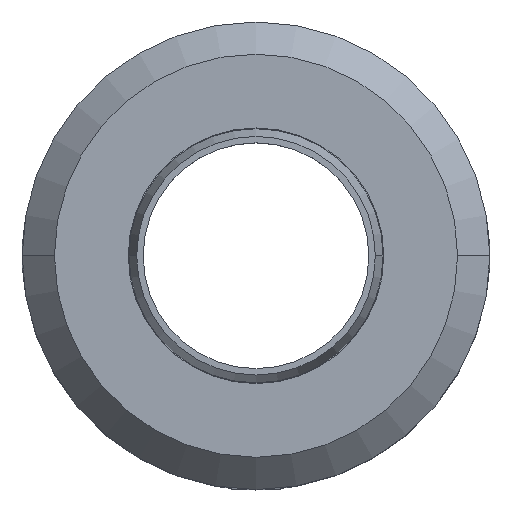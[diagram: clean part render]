
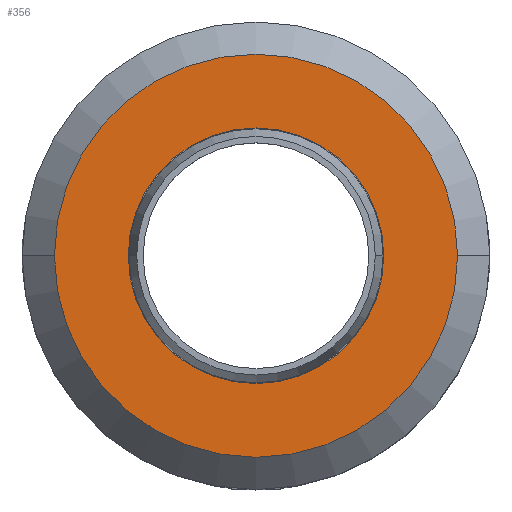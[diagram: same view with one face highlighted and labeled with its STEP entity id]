
A CAD part, top view. The second image highlights one B-rep face of the part: STEP entity #356.
In plain terms, the highlighted planar face has unit normal (0, 0, 1).
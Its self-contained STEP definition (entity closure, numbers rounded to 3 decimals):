
#16 = VERTEX_POINT ( 'NONE', #730 ) ;
#19 = VERTEX_POINT ( 'NONE', #822 ) ;
#20 = EDGE_CURVE ( 'NONE', #19, #16, #821, .T. ) ;
#57 = VERTEX_POINT ( 'NONE', #686 ) ;
#59 = EDGE_CURVE ( 'NONE', #57, #60, #685, .T. ) ;
#60 = VERTEX_POINT ( 'NONE', #680 ) ;
#294 = ORIENTED_EDGE ( 'NONE', *, *, #20, .T. ) ;
#355 = EDGE_CURVE ( 'NONE', #60, #57, #1794, .T. ) ;
#356 = ADVANCED_FACE ( 'NONE', ( #1795, #1775 ), #1774, .F. ) ;
#357 = EDGE_LOOP ( 'NONE', ( #358, #359 ) ) ;
#358 = ORIENTED_EDGE ( 'NONE', *, *, #355, .F. ) ;
#359 = ORIENTED_EDGE ( 'NONE', *, *, #59, .F. ) ;
#360 = EDGE_LOOP ( 'NONE', ( #361, #294 ) ) ;
#361 = ORIENTED_EDGE ( 'NONE', *, *, #362, .T. ) ;
#362 = EDGE_CURVE ( 'NONE', #16, #19, #1769, .T. ) ;
#680 = CARTESIAN_POINT ( 'NONE',  ( 15.85, 0., 0. ) ) ;
#681 = DIRECTION ( 'NONE',  ( 1., 0., 0. ) ) ;
#682 = DIRECTION ( 'NONE',  ( 0., 0., 1. ) ) ;
#683 = CARTESIAN_POINT ( 'NONE',  ( 0., 0., 0. ) ) ;
#684 = AXIS2_PLACEMENT_3D ( 'NONE', #683, #682, #681 ) ;
#685 = CIRCLE ( 'NONE', #684, 15.85 ) ;
#686 = CARTESIAN_POINT ( 'NONE',  ( -15.85, 0., 0. ) ) ;
#730 = CARTESIAN_POINT ( 'NONE',  ( -25., 0., 0. ) ) ;
#817 = DIRECTION ( 'NONE',  ( 1., 0., 0. ) ) ;
#818 = DIRECTION ( 'NONE',  ( 0., 0., 1. ) ) ;
#819 = CARTESIAN_POINT ( 'NONE',  ( 0., 0., 0. ) ) ;
#820 = AXIS2_PLACEMENT_3D ( 'NONE', #819, #818, #817 ) ;
#821 = CIRCLE ( 'NONE', #820, 25. ) ;
#822 = CARTESIAN_POINT ( 'NONE',  ( 25., 0., 0. ) ) ;
#1765 = DIRECTION ( 'NONE',  ( 1., 0., 0. ) ) ;
#1766 = DIRECTION ( 'NONE',  ( 0., 0., 1. ) ) ;
#1767 = CARTESIAN_POINT ( 'NONE',  ( 0., 0., 0. ) ) ;
#1768 = AXIS2_PLACEMENT_3D ( 'NONE', #1767, #1766, #1765 ) ;
#1769 = CIRCLE ( 'NONE', #1768, 25. ) ;
#1770 = DIRECTION ( 'NONE',  ( -1., 0., 0. ) ) ;
#1771 = DIRECTION ( 'NONE',  ( 0., 0., -1. ) ) ;
#1772 = CARTESIAN_POINT ( 'NONE',  ( 0., 15.85, 0. ) ) ;
#1773 = AXIS2_PLACEMENT_3D ( 'NONE', #1772, #1771, #1770 ) ;
#1774 = PLANE ( 'NONE',  #1773 ) ;
#1775 = FACE_OUTER_BOUND ( 'NONE', #360, .T. ) ;
#1776 = DIRECTION ( 'NONE',  ( 1., 0., 0. ) ) ;
#1777 = DIRECTION ( 'NONE',  ( 0., 0., 1. ) ) ;
#1778 = CARTESIAN_POINT ( 'NONE',  ( 0., 0., 0. ) ) ;
#1779 = AXIS2_PLACEMENT_3D ( 'NONE', #1778, #1777, #1776 ) ;
#1794 = CIRCLE ( 'NONE', #1779, 15.85 ) ;
#1795 = FACE_BOUND ( 'NONE', #357, .T. ) ;
